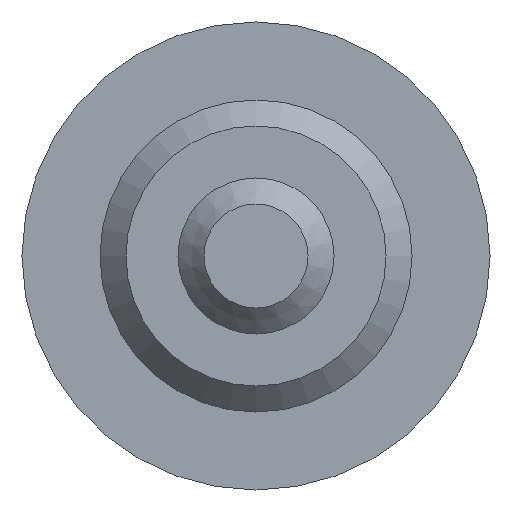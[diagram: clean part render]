
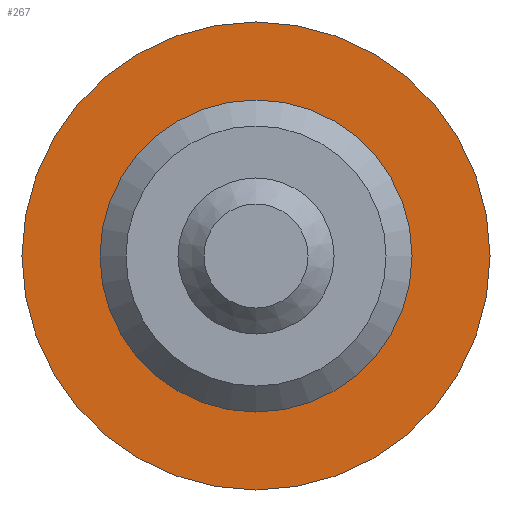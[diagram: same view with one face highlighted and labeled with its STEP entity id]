
A CAD part, front view. The second image highlights one B-rep face of the part: STEP entity #267.
In plain terms, the highlighted planar face has unit normal (0, -1, 0).
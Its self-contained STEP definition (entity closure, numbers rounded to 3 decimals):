
#23=FACE_BOUND('',#98,.T.);
#30=PLANE('',#332);
#74=FACE_OUTER_BOUND('',#97,.T.);
#97=EDGE_LOOP('',(#242));
#98=EDGE_LOOP('',(#243));
#122=CIRCLE('',#331,5.25);
#123=CIRCLE('',#333,9.);
#144=VERTEX_POINT('',#501);
#145=VERTEX_POINT('',#505);
#176=EDGE_CURVE('',#144,#144,#122,.T.);
#178=EDGE_CURVE('',#145,#145,#123,.T.);
#242=ORIENTED_EDGE('',*,*,#178,.F.);
#243=ORIENTED_EDGE('',*,*,#176,.T.);
#267=ADVANCED_FACE('',(#74,#23),#30,.T.);
#331=AXIS2_PLACEMENT_3D('',#502,#423,#424);
#332=AXIS2_PLACEMENT_3D('',#504,#426,#427);
#333=AXIS2_PLACEMENT_3D('',#506,#428,#429);
#423=DIRECTION('center_axis',(0.,1.,0.));
#424=DIRECTION('ref_axis',(1.,0.,0.));
#426=DIRECTION('center_axis',(0.,-1.,0.));
#427=DIRECTION('ref_axis',(0.,0.,-1.));
#428=DIRECTION('center_axis',(0.,1.,0.));
#429=DIRECTION('ref_axis',(1.,0.,0.));
#501=CARTESIAN_POINT('',(0.,87.,-5.25));
#502=CARTESIAN_POINT('Origin',(0.,87.,0.));
#504=CARTESIAN_POINT('Origin',(0.,87.,9.));
#505=CARTESIAN_POINT('',(0.,87.,-9.));
#506=CARTESIAN_POINT('Origin',(0.,87.,0.));
